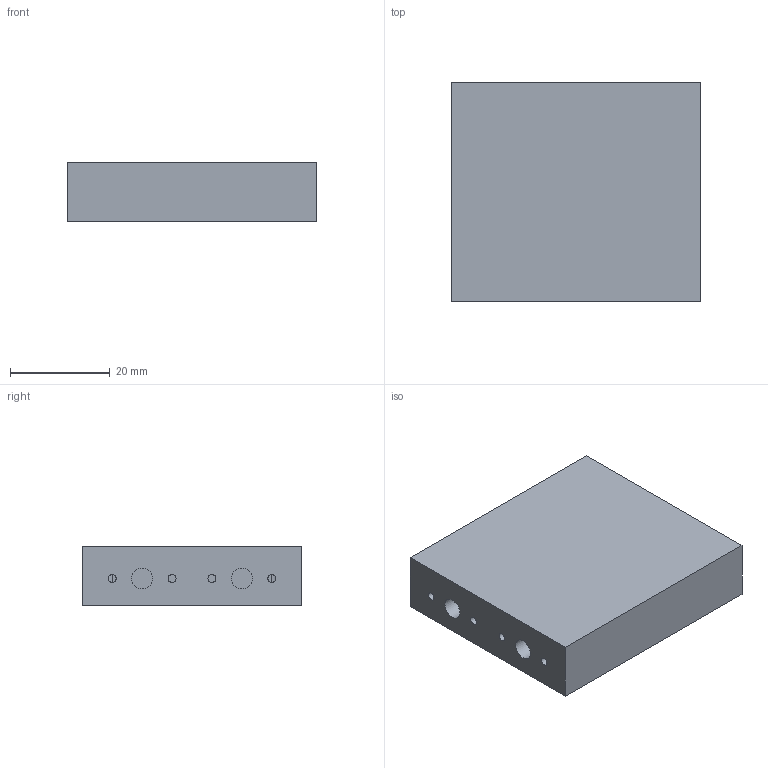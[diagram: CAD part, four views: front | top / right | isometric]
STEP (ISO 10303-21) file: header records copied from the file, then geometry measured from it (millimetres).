
FILE_DESCRIPTION(('FreeCAD Model'),'2;1');
FILE_NAME('Open CASCADE Shape Model','2021-09-06T11:41:53',('Author'),( ''),'Open CASCADE STEP processor 7.4','FreeCAD','Unknown');
FILE_SCHEMA(('AUTOMOTIVE_DESIGN { 1 0 10303 214 1 1 1 1 }'));
Length unit declared in the file: millimetre
Products named in the file (1): Pocket008
Bounding box: 50 x 44 x 12 mm (x, y, z)
Volume: 14017.3 mm3; surface area: 8250.9 mm2
Topology: 1 solids, 1 shells, 42 faces, 99 edges, 66 vertices
Faces by surface type: cylinder 23, plane 19
Full cylindrical faces by diameter (mm): 1.5 x1, 1.6 x13, 2.4 x2, 4.2 x3
Entity records: 2868 total; most frequent: CARTESIAN_POINT 763, DIRECTION 403, ORIENTED_EDGE 198, PCURVE 198, DEFINITIONAL_REPRESENTATION 198, LINE 194, VECTOR 194, EDGE_CURVE 99
